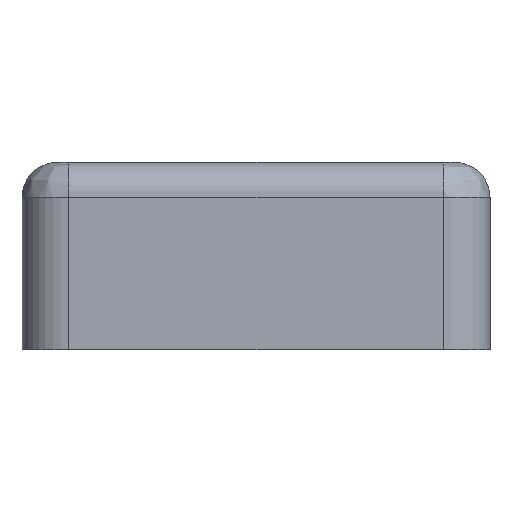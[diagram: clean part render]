
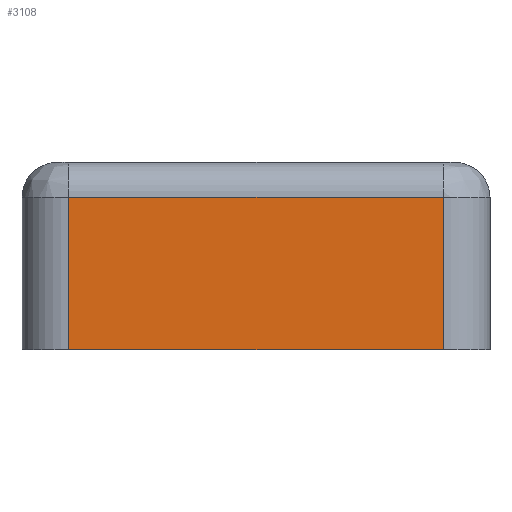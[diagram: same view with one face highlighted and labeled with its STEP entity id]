
A CAD part, left-side view. The second image highlights one B-rep face of the part: STEP entity #3108.
In plain terms, the highlighted planar face has unit normal (-1, 0, 0).
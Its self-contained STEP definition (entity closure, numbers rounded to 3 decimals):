
#560 = AXIS2_PLACEMENT_3D ( 'NONE', #1068, #1066, #1055 ) ;
#904 = DIRECTION ( 'NONE',  ( 0., 0., 1. ) ) ;
#1055 = DIRECTION ( 'NONE',  ( 0., 0., -1. ) ) ;
#1066 = DIRECTION ( 'NONE',  ( 1., 0., 0. ) ) ;
#1068 = CARTESIAN_POINT ( 'NONE',  ( -40., -20., 16. ) ) ;
#1073 = VECTOR ( 'NONE', #3100, 1000. ) ;
#1618 = CARTESIAN_POINT ( 'NONE',  ( -40., 16., 0. ) ) ;
#1718 = VERTEX_POINT ( 'NONE', #2188 ) ;
#1975 = CARTESIAN_POINT ( 'NONE',  ( -40., -16., 16. ) ) ;
#2155 = DIRECTION ( 'NONE',  ( 0., -1., 0. ) ) ;
#2162 = CARTESIAN_POINT ( 'NONE',  ( -40., -20., 13. ) ) ;
#2188 = CARTESIAN_POINT ( 'NONE',  ( -40., -16., 0. ) ) ;
#2341 = EDGE_CURVE ( 'NONE', #1718, #7706, #8409, .T. ) ;
#2410 = EDGE_CURVE ( 'NONE', #7706, #6750, #3583, .T. ) ;
#2471 = LINE ( 'NONE', #2162, #4621 ) ;
#3100 = DIRECTION ( 'NONE',  ( 0., 0., -1. ) ) ;
#3108 = ADVANCED_FACE ( 'NONE', ( #8335 ), #5968, .F. ) ;
#3289 = ORIENTED_EDGE ( 'NONE', *, *, #10100, .F. ) ;
#3430 = ORIENTED_EDGE ( 'NONE', *, *, #2341, .F. ) ;
#3583 = LINE ( 'NONE', #6900, #8127 ) ;
#3789 = CARTESIAN_POINT ( 'NONE',  ( -40., -16., 13. ) ) ;
#3868 = VECTOR ( 'NONE', #6923, 1000. ) ;
#4621 = VECTOR ( 'NONE', #2155, 1000. ) ;
#5847 = EDGE_LOOP ( 'NONE', ( #3289, #6513, #3430, #7518 ) ) ;
#5950 = VERTEX_POINT ( 'NONE', #3789 ) ;
#5968 = PLANE ( 'NONE',  #560 ) ;
#6513 = ORIENTED_EDGE ( 'NONE', *, *, #2410, .F. ) ;
#6750 = VERTEX_POINT ( 'NONE', #10952 ) ;
#6900 = CARTESIAN_POINT ( 'NONE',  ( -40., 16., 16. ) ) ;
#6923 = DIRECTION ( 'NONE',  ( 0., 1., 0. ) ) ;
#6952 = CARTESIAN_POINT ( 'NONE',  ( -40., -20., 0. ) ) ;
#7518 = ORIENTED_EDGE ( 'NONE', *, *, #9177, .F. ) ;
#7706 = VERTEX_POINT ( 'NONE', #1618 ) ;
#8038 = LINE ( 'NONE', #1975, #1073 ) ;
#8127 = VECTOR ( 'NONE', #904, 1000. ) ;
#8335 = FACE_OUTER_BOUND ( 'NONE', #5847, .T. ) ;
#8409 = LINE ( 'NONE', #6952, #3868 ) ;
#9177 = EDGE_CURVE ( 'NONE', #5950, #1718, #8038, .T. ) ;
#10100 = EDGE_CURVE ( 'NONE', #6750, #5950, #2471, .T. ) ;
#10952 = CARTESIAN_POINT ( 'NONE',  ( -40., 16., 13. ) ) ;
